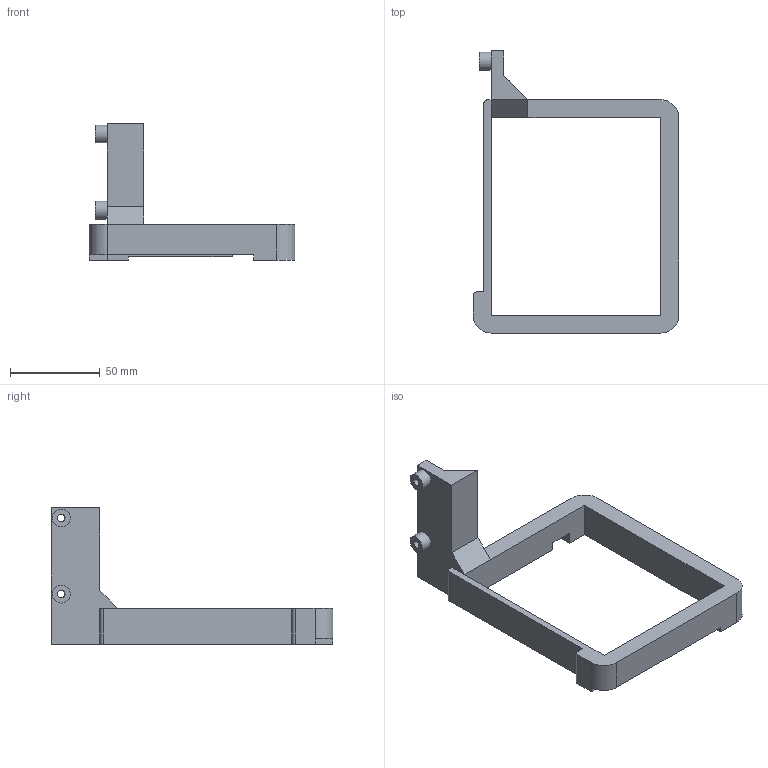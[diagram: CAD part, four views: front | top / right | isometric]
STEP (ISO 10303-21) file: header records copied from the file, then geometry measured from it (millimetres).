
FILE_DESCRIPTION(/* description */ (''),/* implementation_level */ '2;1');
FILE_NAME(/* name */ 'PCIe Card Mount.step',/* time_stamp */ '2026-02-10T09:18:12-05:00',/* author */ (''),/* organization */ (''),/* preprocessor_version */ 'ST-DEVELOPER v20.1',/* originating_system */ 'Autodesk Translation Framework v14.24.0.0',/* authorisation */ '');
FILE_SCHEMA (('AUTOMOTIVE_DESIGN { 1 0 10303 214 3 1 1 }'));
Length unit declared in the file: millimetre
Products named in the file (1): 2026-01-30-11-08-33-728
Bounding box: 114.85 x 157.4 x 76.2 mm (x, y, z)
Volume: 94228.8 mm3; surface area: 31661.6 mm2
Topology: 1 solids, 1 shells, 41 faces, 110 edges, 71 vertices
Faces by surface type: plane 32, cylinder 9
Full cylindrical faces by diameter (mm): 4.2 x2, 10 x2
Entity records: 1311 total; most frequent: CARTESIAN_POINT 223, ORIENTED_EDGE 220, DIRECTION 212, EDGE_CURVE 110, LINE 92, VECTOR 92, VERTEX_POINT 71, AXIS2_PLACEMENT_3D 60
